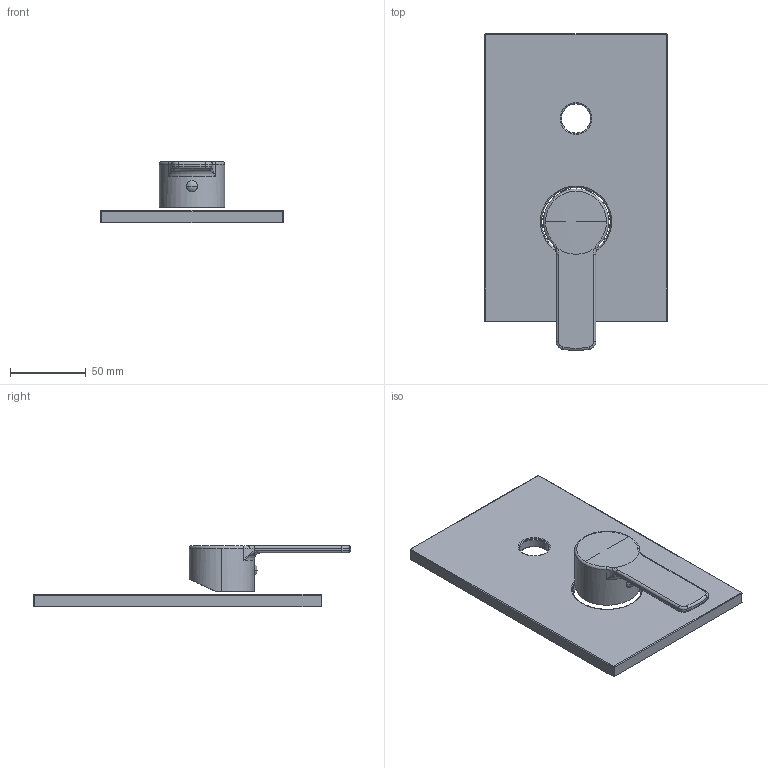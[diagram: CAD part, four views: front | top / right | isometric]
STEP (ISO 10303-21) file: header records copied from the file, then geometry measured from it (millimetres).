
FILE_DESCRIPTION((''),'2;1');
FILE_NAME('RED015CREST','2021-11-08T13:28:22',('ut3'),('PAFFONI SpA'),'CREO PARAMETRIC BY PTC INC, 2020044','CREO PARAMETRIC BY PTC INC, 2020044','');
FILE_SCHEMA(('CONFIG_CONTROL_DESIGN','SHAPE_APPEARANCE_LAYERS_GROUPS'));
Length unit declared in the file: millimetre
Products named in the file (1): RED015CREST
Bounding box: 120 x 208.91 x 40.23 mm (x, y, z)
Volume: 136600.9 mm3; surface area: 69813.8 mm2
Topology: 2 solids, 2 shells, 317 faces, 741 edges, 432 vertices
Faces by surface type: cylinder 113, plane 87, torus 40, bspline 38, sphere 30, cone 9
Entity records: 13791 total; most frequent: CARTESIAN_POINT 4504, ORIENTED_EDGE 1474, DIRECTION 1462, EDGE_CURVE 737, AXIS2_PLACEMENT_3D 582, VERTEX_POINT 432, EDGE_LOOP 339, FACE_OUTER_BOUND 317
